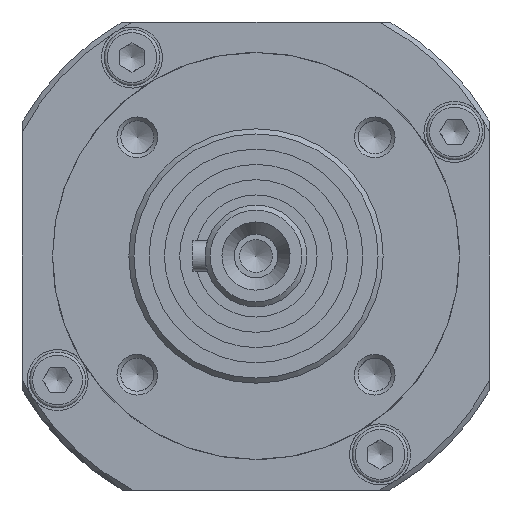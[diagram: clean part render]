
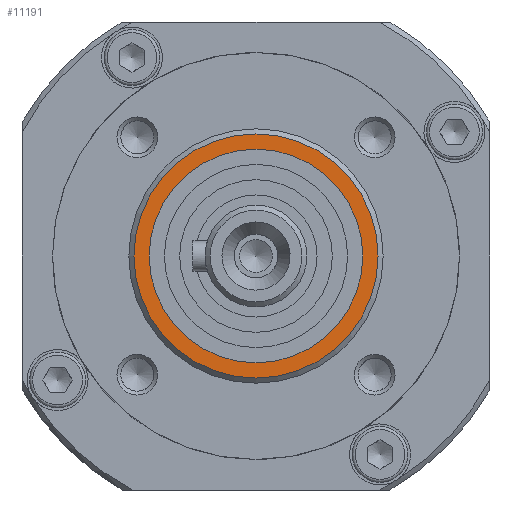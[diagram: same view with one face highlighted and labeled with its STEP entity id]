
A CAD part, left-side view. The second image highlights one B-rep face of the part: STEP entity #11191.
In plain terms, the highlighted planar face has unit normal (-1, 0, 0).
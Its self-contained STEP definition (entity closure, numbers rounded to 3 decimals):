
#9312 = CONICAL_SURFACE('',#9313,12.25,0.785);
#9313 = AXIS2_PLACEMENT_3D('',#9314,#9315,#9316);
#9314 = CARTESIAN_POINT('',(24.25,0.,0.));
#9315 = DIRECTION('',(1.,0.,0.));
#9316 = DIRECTION('',(0.,-1.,0.));
#9371 = EDGE_CURVE('',#9372,#9372,#9374,.T.);
#9372 = VERTEX_POINT('',#9373);
#9373 = CARTESIAN_POINT('',(24.,12.,0.));
#9374 = SURFACE_CURVE('',#9375,(#9380,#9409),.PCURVE_S1.);
#9375 = CIRCLE('',#9376,12.);
#9376 = AXIS2_PLACEMENT_3D('',#9377,#9378,#9379);
#9377 = CARTESIAN_POINT('',(24.,0.,0.));
#9378 = DIRECTION('',(1.,0.,0.));
#9379 = DIRECTION('',(0.,-1.,0.));
#9380 = PCURVE('',#9312,#9381);
#9381 = DEFINITIONAL_REPRESENTATION('',(#9382),#9408);
#9382 = B_SPLINE_CURVE_WITH_KNOTS('',3,(#9383,#9384,#9385,#9386,#9387,
    #9388,#9389,#9390,#9391,#9392,#9393,#9394,#9395,#9396,#9397,#9398,
    #9399,#9400,#9401,#9402,#9403,#9404,#9405,#9406,#9407),
  .UNSPECIFIED.,.F.,.F.,(4,1,1,1,1,1,1,1,1,1,1,1,1,1,1,1,1,1,1,1,1,1,4),
  (3.142,3.427,3.713,3.998,
    4.284,4.57,4.855,5.141,
    5.426,5.712,5.998,6.283,
    6.569,6.854,7.14,7.426,
    7.711,7.997,8.282,8.568,
    8.854,9.139,9.425),.QUASI_UNIFORM_KNOTS.);
#9383 = CARTESIAN_POINT('',(3.142,-0.25));
#9384 = CARTESIAN_POINT('',(3.237,-0.25));
#9385 = CARTESIAN_POINT('',(3.427,-0.25));
#9386 = CARTESIAN_POINT('',(3.713,-0.25));
#9387 = CARTESIAN_POINT('',(3.998,-0.25));
#9388 = CARTESIAN_POINT('',(4.284,-0.25));
#9389 = CARTESIAN_POINT('',(4.57,-0.25));
#9390 = CARTESIAN_POINT('',(4.855,-0.25));
#9391 = CARTESIAN_POINT('',(5.141,-0.25));
#9392 = CARTESIAN_POINT('',(5.426,-0.25));
#9393 = CARTESIAN_POINT('',(5.712,-0.25));
#9394 = CARTESIAN_POINT('',(5.998,-0.25));
#9395 = CARTESIAN_POINT('',(6.283,-0.25));
#9396 = CARTESIAN_POINT('',(6.569,-0.25));
#9397 = CARTESIAN_POINT('',(6.854,-0.25));
#9398 = CARTESIAN_POINT('',(7.14,-0.25));
#9399 = CARTESIAN_POINT('',(7.426,-0.25));
#9400 = CARTESIAN_POINT('',(7.711,-0.25));
#9401 = CARTESIAN_POINT('',(7.997,-0.25));
#9402 = CARTESIAN_POINT('',(8.282,-0.25));
#9403 = CARTESIAN_POINT('',(8.568,-0.25));
#9404 = CARTESIAN_POINT('',(8.854,-0.25));
#9405 = CARTESIAN_POINT('',(9.139,-0.25));
#9406 = CARTESIAN_POINT('',(9.33,-0.25));
#9407 = CARTESIAN_POINT('',(9.425,-0.25));
#9408 = ( GEOMETRIC_REPRESENTATION_CONTEXT(2) 
PARAMETRIC_REPRESENTATION_CONTEXT() REPRESENTATION_CONTEXT('2D SPACE',''
  ) );
#9409 = PCURVE('',#9410,#9415);
#9410 = PLANE('',#9411);
#9411 = AXIS2_PLACEMENT_3D('',#9412,#9413,#9414);
#9412 = CARTESIAN_POINT('',(24.,11.5,0.));
#9413 = DIRECTION('',(-1.,0.,0.));
#9414 = DIRECTION('',(0.,0.,1.));
#9415 = DEFINITIONAL_REPRESENTATION('',(#9416),#9424);
#9416 = ( BOUNDED_CURVE() B_SPLINE_CURVE(2,(#9417,#9418,#9419,#9420,
#9421,#9422,#9423),.UNSPECIFIED.,.T.,.F.) B_SPLINE_CURVE_WITH_KNOTS((1,2
    ,2,2,2,1),(-2.094,0.,2.094,4.189,
6.283,8.378),.UNSPECIFIED.) CURVE() 
GEOMETRIC_REPRESENTATION_ITEM() RATIONAL_B_SPLINE_CURVE((1.,0.5,1.,0.5,
1.,0.5,1.)) REPRESENTATION_ITEM('') );
#9417 = CARTESIAN_POINT('',(0.,-23.5));
#9418 = CARTESIAN_POINT('',(-20.785,-23.5));
#9419 = CARTESIAN_POINT('',(-10.392,-5.5));
#9420 = CARTESIAN_POINT('',(0.,12.5));
#9421 = CARTESIAN_POINT('',(10.392,-5.5));
#9422 = CARTESIAN_POINT('',(20.785,-23.5));
#9423 = CARTESIAN_POINT('',(0.,-23.5));
#9424 = ( GEOMETRIC_REPRESENTATION_CONTEXT(2) 
PARAMETRIC_REPRESENTATION_CONTEXT() REPRESENTATION_CONTEXT('2D SPACE',''
  ) );
#11191 = ADVANCED_FACE('',(#11192,#11195),#9410,.T.);
#11192 = FACE_BOUND('',#11193,.T.);
#11193 = EDGE_LOOP('',(#11194));
#11194 = ORIENTED_EDGE('',*,*,#9371,.F.);
#11195 = FACE_BOUND('',#11196,.T.);
#11196 = EDGE_LOOP('',(#11197));
#11197 = ORIENTED_EDGE('',*,*,#11198,.T.);
#11198 = EDGE_CURVE('',#11199,#11199,#11201,.T.);
#11199 = VERTEX_POINT('',#11200);
#11200 = CARTESIAN_POINT('',(24.,10.5,0.));
#11201 = SURFACE_CURVE('',#11202,(#11207,#11218),.PCURVE_S1.);
#11202 = CIRCLE('',#11203,10.5);
#11203 = AXIS2_PLACEMENT_3D('',#11204,#11205,#11206);
#11204 = CARTESIAN_POINT('',(24.,0.,0.));
#11205 = DIRECTION('',(1.,0.,0.));
#11206 = DIRECTION('',(0.,1.,0.));
#11207 = PCURVE('',#9410,#11208);
#11208 = DEFINITIONAL_REPRESENTATION('',(#11209),#11217);
#11209 = ( BOUNDED_CURVE() B_SPLINE_CURVE(2,(#11210,#11211,#11212,#11213
    ,#11214,#11215,#11216),.UNSPECIFIED.,.F.,.F.) 
B_SPLINE_CURVE_WITH_KNOTS((1,2,2,2,2,1),(-2.094,0.,
    2.094,4.189,6.283,8.378),
.UNSPECIFIED.) CURVE() GEOMETRIC_REPRESENTATION_ITEM() 
RATIONAL_B_SPLINE_CURVE((1.,0.5,1.,0.5,1.,0.5,1.)) REPRESENTATION_ITEM(
  '') );
#11210 = CARTESIAN_POINT('',(0.,-1.));
#11211 = CARTESIAN_POINT('',(18.187,-1.));
#11212 = CARTESIAN_POINT('',(9.093,-16.75));
#11213 = CARTESIAN_POINT('',(0.,-32.5));
#11214 = CARTESIAN_POINT('',(-9.093,-16.75));
#11215 = CARTESIAN_POINT('',(-18.187,-1.));
#11216 = CARTESIAN_POINT('',(0.,-1.));
#11217 = ( GEOMETRIC_REPRESENTATION_CONTEXT(2) 
PARAMETRIC_REPRESENTATION_CONTEXT() REPRESENTATION_CONTEXT('2D SPACE',''
  ) );
#11218 = PCURVE('',#11219,#11224);
#11219 = CYLINDRICAL_SURFACE('',#11220,10.5);
#11220 = AXIS2_PLACEMENT_3D('',#11221,#11222,#11223);
#11221 = CARTESIAN_POINT('',(24.75,0.,0.));
#11222 = DIRECTION('',(1.,0.,0.));
#11223 = DIRECTION('',(0.,1.,0.));
#11224 = DEFINITIONAL_REPRESENTATION('',(#11225),#11228);
#11225 = B_SPLINE_CURVE_WITH_KNOTS('',1,(#11226,#11227),.UNSPECIFIED.,
  .F.,.F.,(2,2),(0.,6.283),.PIECEWISE_BEZIER_KNOTS.);
#11226 = CARTESIAN_POINT('',(0.,-0.75));
#11227 = CARTESIAN_POINT('',(6.283,-0.75));
#11228 = ( GEOMETRIC_REPRESENTATION_CONTEXT(2) 
PARAMETRIC_REPRESENTATION_CONTEXT() REPRESENTATION_CONTEXT('2D SPACE',''
  ) );
